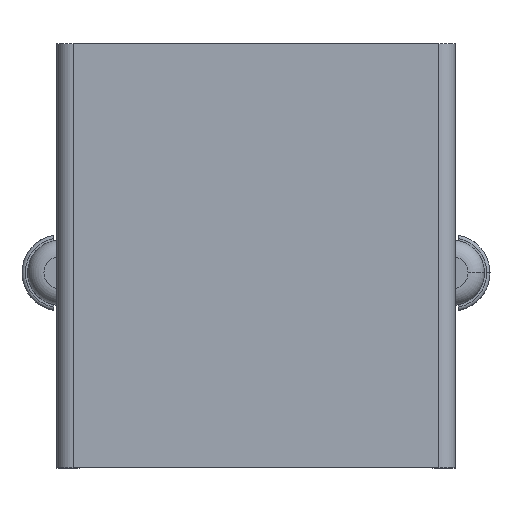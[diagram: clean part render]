
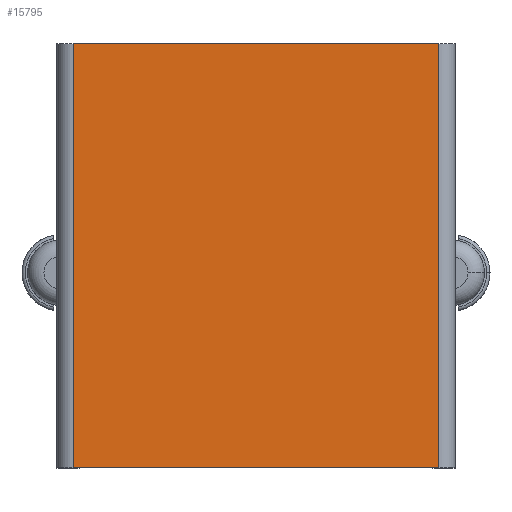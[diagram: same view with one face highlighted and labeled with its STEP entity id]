
A CAD part, top view. The second image highlights one B-rep face of the part: STEP entity #15795.
In plain terms, the highlighted planar face has unit normal (0, 0, 1).
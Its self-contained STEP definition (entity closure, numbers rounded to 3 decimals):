
#6187 = CYLINDRICAL_SURFACE('',#6188,0.5);
#6188 = AXIS2_PLACEMENT_3D('',#6189,#6190,#6191);
#6189 = CARTESIAN_POINT('',(-5.6,0.,14.));
#6190 = DIRECTION('',(0.,1.,0.));
#6191 = DIRECTION('',(-1.,0.,0.));
#6215 = PLANE('',#6216);
#6216 = AXIS2_PLACEMENT_3D('',#6217,#6218,#6219);
#6217 = CARTESIAN_POINT('',(-6.1,0.,0.));
#6218 = DIRECTION('',(0.,1.,0.));
#6219 = DIRECTION('',(0.,0.,1.));
#6308 = PLANE('',#6309);
#6309 = AXIS2_PLACEMENT_3D('',#6310,#6311,#6312);
#6310 = CARTESIAN_POINT('',(-6.1,13.,0.));
#6311 = DIRECTION('',(0.,1.,0.));
#6312 = DIRECTION('',(0.,0.,1.));
#9118 = VERTEX_POINT('',#9119);
#9119 = CARTESIAN_POINT('',(-5.6,0.,14.5));
#9141 = EDGE_CURVE('',#9118,#9142,#9144,.T.);
#9142 = VERTEX_POINT('',#9143);
#9143 = CARTESIAN_POINT('',(-5.6,13.,14.5));
#9144 = SURFACE_CURVE('',#9145,(#9149,#9156),.PCURVE_S1.);
#9145 = LINE('',#9146,#9147);
#9146 = CARTESIAN_POINT('',(-5.6,0.,14.5));
#9147 = VECTOR('',#9148,1.);
#9148 = DIRECTION('',(0.,1.,0.));
#9149 = PCURVE('',#6187,#9150);
#9150 = DEFINITIONAL_REPRESENTATION('',(#9151),#9155);
#9151 = LINE('',#9152,#9153);
#9152 = CARTESIAN_POINT('',(1.571,0.));
#9153 = VECTOR('',#9154,1.);
#9154 = DIRECTION('',(0.,1.));
#9155 = ( GEOMETRIC_REPRESENTATION_CONTEXT(2) 
PARAMETRIC_REPRESENTATION_CONTEXT() REPRESENTATION_CONTEXT('2D SPACE',''
  ) );
#9156 = PCURVE('',#9157,#9162);
#9157 = PLANE('',#9158);
#9158 = AXIS2_PLACEMENT_3D('',#9159,#9160,#9161);
#9159 = CARTESIAN_POINT('',(-6.1,0.,14.5));
#9160 = DIRECTION('',(0.,0.,1.));
#9161 = DIRECTION('',(1.,0.,0.));
#9162 = DEFINITIONAL_REPRESENTATION('',(#9163),#9167);
#9163 = LINE('',#9164,#9165);
#9164 = CARTESIAN_POINT('',(0.5,0.));
#9165 = VECTOR('',#9166,1.);
#9166 = DIRECTION('',(0.,1.));
#9167 = ( GEOMETRIC_REPRESENTATION_CONTEXT(2) 
PARAMETRIC_REPRESENTATION_CONTEXT() REPRESENTATION_CONTEXT('2D SPACE',''
  ) );
#9197 = EDGE_CURVE('',#9142,#9198,#9200,.T.);
#9198 = VERTEX_POINT('',#9199);
#9199 = CARTESIAN_POINT('',(5.6,13.,14.5));
#9200 = SURFACE_CURVE('',#9201,(#9205,#9212),.PCURVE_S1.);
#9201 = LINE('',#9202,#9203);
#9202 = CARTESIAN_POINT('',(-6.1,13.,14.5));
#9203 = VECTOR('',#9204,1.);
#9204 = DIRECTION('',(1.,0.,0.));
#9205 = PCURVE('',#6308,#9206);
#9206 = DEFINITIONAL_REPRESENTATION('',(#9207),#9211);
#9207 = LINE('',#9208,#9209);
#9208 = CARTESIAN_POINT('',(14.5,0.));
#9209 = VECTOR('',#9210,1.);
#9210 = DIRECTION('',(0.,1.));
#9211 = ( GEOMETRIC_REPRESENTATION_CONTEXT(2) 
PARAMETRIC_REPRESENTATION_CONTEXT() REPRESENTATION_CONTEXT('2D SPACE',''
  ) );
#9212 = PCURVE('',#9157,#9213);
#9213 = DEFINITIONAL_REPRESENTATION('',(#9214),#9218);
#9214 = LINE('',#9215,#9216);
#9215 = CARTESIAN_POINT('',(0.,13.));
#9216 = VECTOR('',#9217,1.);
#9217 = DIRECTION('',(1.,0.));
#9218 = ( GEOMETRIC_REPRESENTATION_CONTEXT(2) 
PARAMETRIC_REPRESENTATION_CONTEXT() REPRESENTATION_CONTEXT('2D SPACE',''
  ) );
#9237 = CYLINDRICAL_SURFACE('',#9238,0.5);
#9238 = AXIS2_PLACEMENT_3D('',#9239,#9240,#9241);
#9239 = CARTESIAN_POINT('',(5.6,0.,14.));
#9240 = DIRECTION('',(0.,1.,0.));
#9241 = DIRECTION('',(0.,0.,1.));
#10098 = EDGE_CURVE('',#9118,#10099,#10101,.T.);
#10099 = VERTEX_POINT('',#10100);
#10100 = CARTESIAN_POINT('',(5.6,0.,14.5));
#10101 = SURFACE_CURVE('',#10102,(#10106,#10113),.PCURVE_S1.);
#10102 = LINE('',#10103,#10104);
#10103 = CARTESIAN_POINT('',(-6.1,0.,14.5));
#10104 = VECTOR('',#10105,1.);
#10105 = DIRECTION('',(1.,0.,0.));
#10106 = PCURVE('',#6215,#10107);
#10107 = DEFINITIONAL_REPRESENTATION('',(#10108),#10112);
#10108 = LINE('',#10109,#10110);
#10109 = CARTESIAN_POINT('',(14.5,0.));
#10110 = VECTOR('',#10111,1.);
#10111 = DIRECTION('',(0.,1.));
#10112 = ( GEOMETRIC_REPRESENTATION_CONTEXT(2) 
PARAMETRIC_REPRESENTATION_CONTEXT() REPRESENTATION_CONTEXT('2D SPACE',''
  ) );
#10113 = PCURVE('',#9157,#10114);
#10114 = DEFINITIONAL_REPRESENTATION('',(#10115),#10119);
#10115 = LINE('',#10116,#10117);
#10116 = CARTESIAN_POINT('',(0.,0.));
#10117 = VECTOR('',#10118,1.);
#10118 = DIRECTION('',(1.,0.));
#10119 = ( GEOMETRIC_REPRESENTATION_CONTEXT(2) 
PARAMETRIC_REPRESENTATION_CONTEXT() REPRESENTATION_CONTEXT('2D SPACE',''
  ) );
#15795 = ADVANCED_FACE('',(#15796),#9157,.T.);
#15796 = FACE_BOUND('',#15797,.T.);
#15797 = EDGE_LOOP('',(#15798,#15799,#15800,#15801));
#15798 = ORIENTED_EDGE('',*,*,#9197,.F.);
#15799 = ORIENTED_EDGE('',*,*,#9141,.F.);
#15800 = ORIENTED_EDGE('',*,*,#10098,.T.);
#15801 = ORIENTED_EDGE('',*,*,#15802,.T.);
#15802 = EDGE_CURVE('',#10099,#9198,#15803,.T.);
#15803 = SURFACE_CURVE('',#15804,(#15808,#15815),.PCURVE_S1.);
#15804 = LINE('',#15805,#15806);
#15805 = CARTESIAN_POINT('',(5.6,0.,14.5));
#15806 = VECTOR('',#15807,1.);
#15807 = DIRECTION('',(0.,1.,0.));
#15808 = PCURVE('',#9157,#15809);
#15809 = DEFINITIONAL_REPRESENTATION('',(#15810),#15814);
#15810 = LINE('',#15811,#15812);
#15811 = CARTESIAN_POINT('',(11.7,0.));
#15812 = VECTOR('',#15813,1.);
#15813 = DIRECTION('',(0.,1.));
#15814 = ( GEOMETRIC_REPRESENTATION_CONTEXT(2) 
PARAMETRIC_REPRESENTATION_CONTEXT() REPRESENTATION_CONTEXT('2D SPACE',''
  ) );
#15815 = PCURVE('',#9237,#15816);
#15816 = DEFINITIONAL_REPRESENTATION('',(#15817),#15821);
#15817 = LINE('',#15818,#15819);
#15818 = CARTESIAN_POINT('',(0.,0.));
#15819 = VECTOR('',#15820,1.);
#15820 = DIRECTION('',(0.,1.));
#15821 = ( GEOMETRIC_REPRESENTATION_CONTEXT(2) 
PARAMETRIC_REPRESENTATION_CONTEXT() REPRESENTATION_CONTEXT('2D SPACE',''
  ) );
